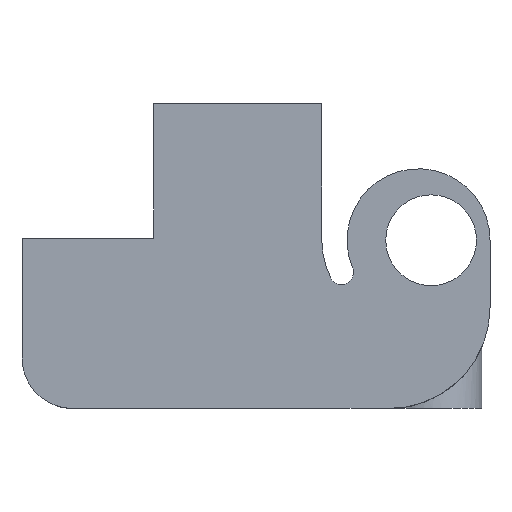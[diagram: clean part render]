
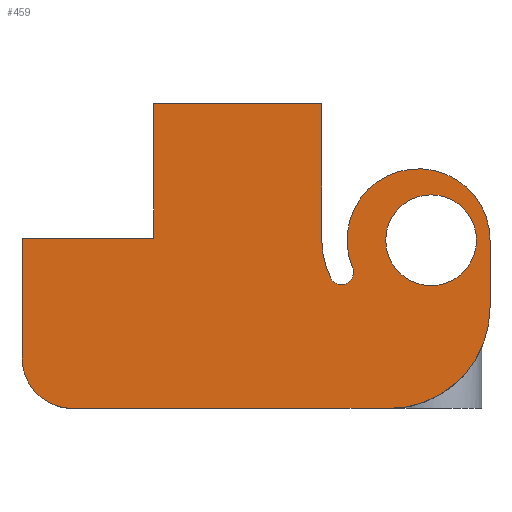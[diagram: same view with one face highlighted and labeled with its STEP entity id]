
A CAD part, left-side view. The second image highlights one B-rep face of the part: STEP entity #459.
In plain terms, the highlighted planar face has unit normal (-1, 0, 0).
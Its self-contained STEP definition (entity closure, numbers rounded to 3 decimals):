
#21=FACE_BOUND('',#151,.T.);
#29=PLANE('',#515);
#42=LINE('',#798,#79);
#51=LINE('',#830,#88);
#56=LINE('',#843,#93);
#57=LINE('',#848,#94);
#58=LINE('',#856,#95);
#59=LINE('',#858,#96);
#60=LINE('',#859,#97);
#79=VECTOR('',#574,10.);
#88=VECTOR('',#603,10.);
#93=VECTOR('',#618,10.);
#94=VECTOR('',#623,10.);
#95=VECTOR('',#630,10.);
#96=VECTOR('',#631,10.);
#97=VECTOR('',#632,10.);
#121=FACE_OUTER_BOUND('',#150,.T.);
#150=EDGE_LOOP('',(#377,#378,#379,#380,#381,#382,#383,#384,#385,#386,#387,
#388));
#151=EDGE_LOOP('',(#389));
#172=CIRCLE('',#501,3.);
#181=CIRCLE('',#516,6.);
#182=CIRCLE('',#517,4.25);
#183=CIRCLE('',#518,0.717);
#184=CIRCLE('',#519,5.);
#185=CIRCLE('',#520,2.7);
#208=VERTEX_POINT('',#795);
#209=VERTEX_POINT('',#797);
#210=VERTEX_POINT('',#801);
#222=VERTEX_POINT('',#829);
#225=VERTEX_POINT('',#841);
#226=VERTEX_POINT('',#845);
#227=VERTEX_POINT('',#847);
#228=VERTEX_POINT('',#849);
#229=VERTEX_POINT('',#851);
#230=VERTEX_POINT('',#853);
#231=VERTEX_POINT('',#855);
#232=VERTEX_POINT('',#857);
#233=VERTEX_POINT('',#860);
#259=EDGE_CURVE('',#209,#208,#42,.T.);
#261=EDGE_CURVE('',#209,#210,#172,.T.);
#275=EDGE_CURVE('',#210,#222,#51,.T.);
#282=EDGE_CURVE('',#222,#225,#56,.T.);
#283=EDGE_CURVE('',#226,#208,#181,.T.);
#284=EDGE_CURVE('',#226,#227,#57,.T.);
#285=EDGE_CURVE('',#227,#228,#182,.T.);
#286=EDGE_CURVE('',#228,#229,#183,.T.);
#287=EDGE_CURVE('',#229,#230,#184,.T.);
#288=EDGE_CURVE('',#230,#231,#58,.T.);
#289=EDGE_CURVE('',#231,#232,#59,.T.);
#290=EDGE_CURVE('',#232,#225,#60,.T.);
#291=EDGE_CURVE('',#233,#233,#185,.F.);
#377=ORIENTED_EDGE('',*,*,#261,.F.);
#378=ORIENTED_EDGE('',*,*,#259,.T.);
#379=ORIENTED_EDGE('',*,*,#283,.F.);
#380=ORIENTED_EDGE('',*,*,#284,.T.);
#381=ORIENTED_EDGE('',*,*,#285,.T.);
#382=ORIENTED_EDGE('',*,*,#286,.T.);
#383=ORIENTED_EDGE('',*,*,#287,.T.);
#384=ORIENTED_EDGE('',*,*,#288,.T.);
#385=ORIENTED_EDGE('',*,*,#289,.T.);
#386=ORIENTED_EDGE('',*,*,#290,.T.);
#387=ORIENTED_EDGE('',*,*,#282,.F.);
#388=ORIENTED_EDGE('',*,*,#275,.F.);
#389=ORIENTED_EDGE('',*,*,#291,.T.);
#459=ADVANCED_FACE('',(#121,#21),#29,.T.);
#501=AXIS2_PLACEMENT_3D('',#802,#578,#579);
#515=AXIS2_PLACEMENT_3D('',#844,#619,#620);
#516=AXIS2_PLACEMENT_3D('',#846,#621,#622);
#517=AXIS2_PLACEMENT_3D('',#850,#624,#625);
#518=AXIS2_PLACEMENT_3D('',#852,#626,#627);
#519=AXIS2_PLACEMENT_3D('',#854,#628,#629);
#520=AXIS2_PLACEMENT_3D('',#861,#633,#634);
#574=DIRECTION('',(0.,-1.,0.));
#578=DIRECTION('center_axis',(1.,0.,0.));
#579=DIRECTION('ref_axis',(0.,0.707,-0.707));
#603=DIRECTION('',(0.,0.,1.));
#618=DIRECTION('',(0.,-1.,0.));
#619=DIRECTION('center_axis',(-1.,0.,0.));
#620=DIRECTION('ref_axis',(0.,-1.,0.));
#621=DIRECTION('center_axis',(1.,0.,0.));
#622=DIRECTION('ref_axis',(0.,-0.707,-0.707));
#623=DIRECTION('',(0.,0.,1.));
#624=DIRECTION('center_axis',(-1.,0.,0.));
#625=DIRECTION('ref_axis',(0.,-1.,0.));
#626=DIRECTION('center_axis',(1.,0.,0.));
#627=DIRECTION('ref_axis',(0.,-1.,0.));
#628=DIRECTION('center_axis',(1.,0.,0.));
#629=DIRECTION('ref_axis',(0.,-1.,0.));
#630=DIRECTION('',(0.,0.,1.));
#631=DIRECTION('',(0.,1.,0.));
#632=DIRECTION('',(0.,0.,-1.));
#633=DIRECTION('center_axis',(-1.,0.,0.));
#634=DIRECTION('ref_axis',(0.,-1.,0.));
#795=CARTESIAN_POINT('',(-46.5,-11.822,14.374));
#797=CARTESIAN_POINT('',(-46.5,7.,14.374));
#798=CARTESIAN_POINT('',(-46.5,-17.822,14.374));
#801=CARTESIAN_POINT('',(-46.5,10.,17.374));
#802=CARTESIAN_POINT('Origin',(-46.5,7.,17.374));
#829=CARTESIAN_POINT('',(-46.5,10.,24.5));
#830=CARTESIAN_POINT('',(-46.5,10.,19.374));
#841=CARTESIAN_POINT('',(-46.5,2.178,24.5));
#843=CARTESIAN_POINT('',(-46.5,8.,24.5));
#844=CARTESIAN_POINT('Origin',(-46.5,-13.572,24.374));
#845=CARTESIAN_POINT('',(-46.5,-17.822,20.374));
#846=CARTESIAN_POINT('Origin',(-46.5,-11.822,20.374));
#847=CARTESIAN_POINT('',(-46.5,-17.822,24.369));
#848=CARTESIAN_POINT('',(-46.5,-17.822,24.374));
#849=CARTESIAN_POINT('',(-46.5,-9.651,22.735));
#850=CARTESIAN_POINT('Origin',(-46.5,-13.572,24.374));
#851=CARTESIAN_POINT('',(-46.5,-8.349,22.138));
#852=CARTESIAN_POINT('Origin',(-46.5,-8.99,22.458));
#853=CARTESIAN_POINT('',(-46.5,-7.822,24.371));
#854=CARTESIAN_POINT('Origin',(-46.5,-12.822,24.371));
#855=CARTESIAN_POINT('',(-46.5,-7.822,32.5));
#856=CARTESIAN_POINT('',(-46.5,-7.822,32.5));
#857=CARTESIAN_POINT('',(-46.5,2.178,32.5));
#858=CARTESIAN_POINT('',(-46.5,2.178,32.5));
#859=CARTESIAN_POINT('',(-46.5,2.178,14.374));
#860=CARTESIAN_POINT('',(-46.5,-11.622,24.374));
#861=CARTESIAN_POINT('Origin',(-46.5,-14.322,24.374));
